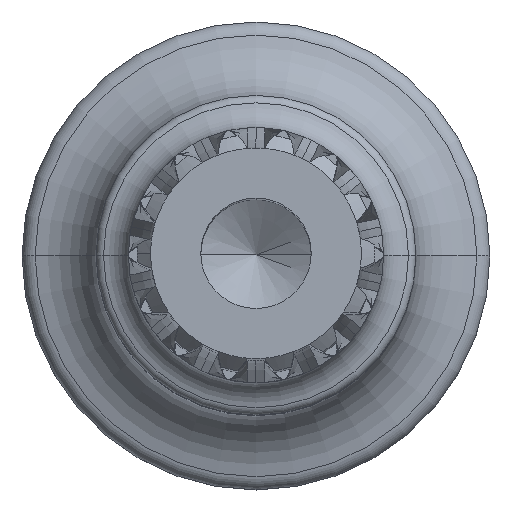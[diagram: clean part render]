
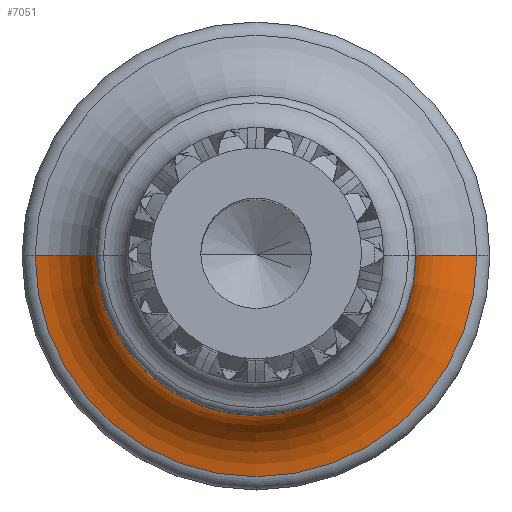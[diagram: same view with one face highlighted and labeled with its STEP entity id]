
A CAD part, top view. The second image highlights one B-rep face of the part: STEP entity #7051.
In plain terms, the highlighted toroidal (fillet/blend) face has major radius 7.316 mm and minor radius 2.316 mm.
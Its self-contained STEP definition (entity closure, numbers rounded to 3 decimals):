
#449 = AXIS2_PLACEMENT_3D ( 'NONE', #6576, #4548, #8144 ) ;
#580 = VERTEX_POINT ( 'NONE', #7373 ) ;
#935 = CARTESIAN_POINT ( 'NONE',  ( -7.316, 0., 24.89 ) ) ;
#1151 = DIRECTION ( 'NONE',  ( 0., 0., -1. ) ) ;
#1627 = CIRCLE ( 'NONE', #3898, 6.905 ) ;
#2337 = CARTESIAN_POINT ( 'NONE',  ( 0., 0., 22.611 ) ) ;
#2703 = CARTESIAN_POINT ( 'NONE',  ( -6.905, 0., 22.611 ) ) ;
#3032 = CIRCLE ( 'NONE', #449, 2.316 ) ;
#3139 = DIRECTION ( 'NONE',  ( 0., 0., -1. ) ) ;
#3459 = ORIENTED_EDGE ( 'NONE', *, *, #5319, .T. ) ;
#3853 = DIRECTION ( 'NONE',  ( 0., -1., 0. ) ) ;
#3898 = AXIS2_PLACEMENT_3D ( 'NONE', #2337, #6872, #8981 ) ;
#4208 = AXIS2_PLACEMENT_3D ( 'NONE', #7311, #5824, #4338 ) ;
#4308 = EDGE_CURVE ( 'NONE', #5836, #8880, #6360, .T. ) ;
#4338 = DIRECTION ( 'NONE',  ( -1., 0., 0. ) ) ;
#4482 = CARTESIAN_POINT ( 'NONE',  ( 5., 0., 24.89 ) ) ;
#4548 = DIRECTION ( 'NONE',  ( 0., 1., 0. ) ) ;
#4824 = EDGE_CURVE ( 'NONE', #8704, #8880, #6802, .T. ) ;
#5319 = EDGE_CURVE ( 'NONE', #8704, #580, #1627, .T. ) ;
#5824 = DIRECTION ( 'NONE',  ( 0., 0., -1. ) ) ;
#5836 = VERTEX_POINT ( 'NONE', #4482 ) ;
#5963 = EDGE_LOOP ( 'NONE', ( #3459, #6331, #6500, #7795 ) ) ;
#6228 = DIRECTION ( 'NONE',  ( -1., 0., 0. ) ) ;
#6331 = ORIENTED_EDGE ( 'NONE', *, *, #9362, .T. ) ;
#6360 = CIRCLE ( 'NONE', #4208, 5. ) ;
#6500 = ORIENTED_EDGE ( 'NONE', *, *, #4308, .T. ) ;
#6576 = CARTESIAN_POINT ( 'NONE',  ( 7.316, 0., 24.89 ) ) ;
#6802 = CIRCLE ( 'NONE', #8015, 2.316 ) ;
#6872 = DIRECTION ( 'NONE',  ( 0., 0., 1. ) ) ;
#6946 = CARTESIAN_POINT ( 'NONE',  ( -5., 0., 24.89 ) ) ;
#7051 = ADVANCED_FACE ( 'NONE', ( #7604 ), #8048, .F. ) ;
#7311 = CARTESIAN_POINT ( 'NONE',  ( 0., 0., 24.89 ) ) ;
#7373 = CARTESIAN_POINT ( 'NONE',  ( 6.905, 0., 22.611 ) ) ;
#7604 = FACE_OUTER_BOUND ( 'NONE', #5963, .T. ) ;
#7795 = ORIENTED_EDGE ( 'NONE', *, *, #4824, .F. ) ;
#8015 = AXIS2_PLACEMENT_3D ( 'NONE', #935, #3853, #3139 ) ;
#8048 = TOROIDAL_SURFACE ( 'NONE', #8204, 7.316, 2.316 ) ;
#8144 = DIRECTION ( 'NONE',  ( -1., 0., 0. ) ) ;
#8204 = AXIS2_PLACEMENT_3D ( 'NONE', #8523, #1151, #6228 ) ;
#8523 = CARTESIAN_POINT ( 'NONE',  ( 0., 0., 24.89 ) ) ;
#8704 = VERTEX_POINT ( 'NONE', #2703 ) ;
#8880 = VERTEX_POINT ( 'NONE', #6946 ) ;
#8981 = DIRECTION ( 'NONE',  ( 1., 0., 0. ) ) ;
#9362 = EDGE_CURVE ( 'NONE', #580, #5836, #3032, .T. ) ;
